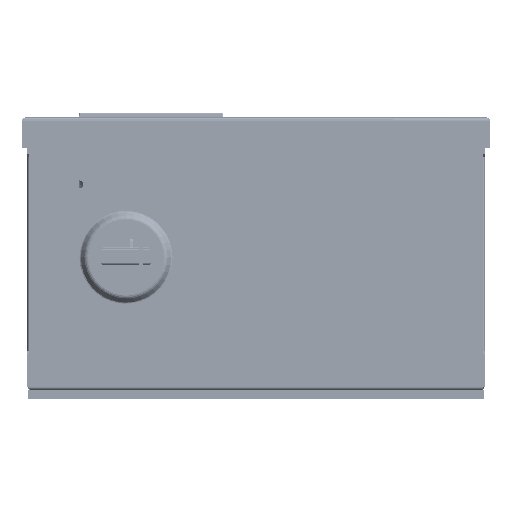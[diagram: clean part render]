
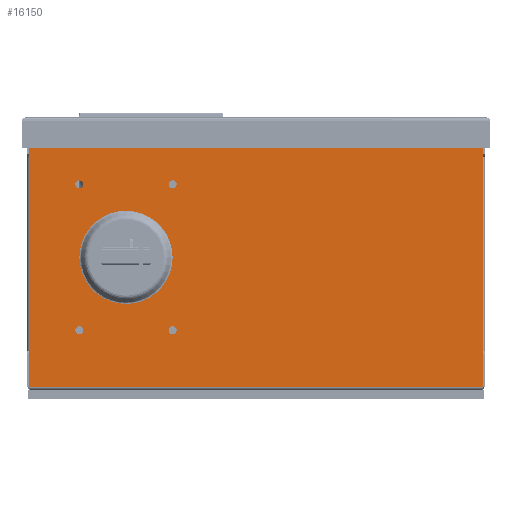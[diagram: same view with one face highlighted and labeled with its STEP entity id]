
A CAD part, front view. The second image highlights one B-rep face of the part: STEP entity #16150.
In plain terms, the highlighted planar face has unit normal (0, -1, 0).
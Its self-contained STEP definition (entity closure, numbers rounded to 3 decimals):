
#4213=DIRECTION('',(1.,0.,0.));
#4214=VECTOR('',#4213,253.4);
#4215=CARTESIAN_POINT('',(-126.7,-597.5,1.8));
#4216=LINE('',#4215,#4214);
#4217=CARTESIAN_POINT('',(126.7,-597.5,1.8));
#4235=DIRECTION('',(0.,0.,-1.));
#4236=VECTOR('',#4235,146.4);
#4237=CARTESIAN_POINT('',(126.7,-597.5,148.2));
#4238=LINE('',#4237,#4236);
#4239=CARTESIAN_POINT('',(-72.5,-597.5,74.));
#4240=DIRECTION('',(0.,-1.,0.));
#4241=DIRECTION('',(-1.,0.,0.));
#4242=AXIS2_PLACEMENT_3D('',#4239,#4240,#4241);
#4244=CARTESIAN_POINT('',(-72.5,-597.5,74.));
#4245=DIRECTION('',(0.,-1.,0.));
#4246=DIRECTION('',(1.,0.,0.));
#4247=AXIS2_PLACEMENT_3D('',#4244,#4245,#4246);
#4249=CARTESIAN_POINT('',(-46.5,-597.5,114.7));
#4250=DIRECTION('',(0.,-1.,0.));
#4251=DIRECTION('',(1.,0.,0.));
#4252=AXIS2_PLACEMENT_3D('',#4249,#4250,#4251);
#4254=CARTESIAN_POINT('',(-46.5,-597.5,114.7));
#4255=DIRECTION('',(0.,-1.,0.));
#4256=DIRECTION('',(-1.,0.,0.));
#4257=AXIS2_PLACEMENT_3D('',#4254,#4255,#4256);
#4259=CARTESIAN_POINT('',(-98.5,-597.5,114.7));
#4260=DIRECTION('',(0.,-1.,0.));
#4261=DIRECTION('',(1.,0.,0.));
#4262=AXIS2_PLACEMENT_3D('',#4259,#4260,#4261);
#4264=CARTESIAN_POINT('',(-98.5,-597.5,114.7));
#4265=DIRECTION('',(0.,-1.,0.));
#4266=DIRECTION('',(-1.,0.,0.));
#4267=AXIS2_PLACEMENT_3D('',#4264,#4265,#4266);
#4269=CARTESIAN_POINT('',(-98.5,-597.5,33.3));
#4270=DIRECTION('',(0.,-1.,0.));
#4271=DIRECTION('',(1.,0.,0.));
#4272=AXIS2_PLACEMENT_3D('',#4269,#4270,#4271);
#4274=CARTESIAN_POINT('',(-98.5,-597.5,33.3));
#4275=DIRECTION('',(0.,-1.,0.));
#4276=DIRECTION('',(-1.,0.,0.));
#4277=AXIS2_PLACEMENT_3D('',#4274,#4275,#4276);
#4279=CARTESIAN_POINT('',(-46.5,-597.5,33.3));
#4280=DIRECTION('',(0.,-1.,0.));
#4281=DIRECTION('',(1.,0.,0.));
#4282=AXIS2_PLACEMENT_3D('',#4279,#4280,#4281);
#4284=CARTESIAN_POINT('',(-46.5,-597.5,33.3));
#4285=DIRECTION('',(0.,-1.,0.));
#4286=DIRECTION('',(-1.,0.,0.));
#4287=AXIS2_PLACEMENT_3D('',#4284,#4285,#4286);
#4293=DIRECTION('',(-1.,0.,0.));
#4294=VECTOR('',#4293,253.4);
#4295=CARTESIAN_POINT('',(126.7,-597.5,148.2));
#4296=LINE('',#4295,#4294);
#4613=DIRECTION('',(0.,0.,-1.));
#4614=VECTOR('',#4613,146.4);
#4615=CARTESIAN_POINT('',(-126.7,-597.5,148.2));
#4616=LINE('',#4615,#4614);
#11286=VERTEX_POINT('',#4217);
#11289=CARTESIAN_POINT('',(-126.7,-597.5,1.8));
#11290=VERTEX_POINT('',#11289);
#11291=CARTESIAN_POINT('',(126.7,-597.5,148.2));
#11292=CARTESIAN_POINT('',(-126.7,-597.5,148.2));
#11293=VERTEX_POINT('',#11291);
#11294=VERTEX_POINT('',#11292);
#11295=CARTESIAN_POINT('',(-98.5,-597.5,74.));
#11296=CARTESIAN_POINT('',(-46.5,-597.5,74.));
#11297=VERTEX_POINT('',#11295);
#11298=VERTEX_POINT('',#11296);
#11299=CARTESIAN_POINT('',(-44.25,-597.5,114.7));
#11300=CARTESIAN_POINT('',(-48.75,-597.5,114.7));
#11301=VERTEX_POINT('',#11299);
#11302=VERTEX_POINT('',#11300);
#11303=CARTESIAN_POINT('',(-96.25,-597.5,114.7));
#11304=CARTESIAN_POINT('',(-100.75,-597.5,114.7));
#11305=VERTEX_POINT('',#11303);
#11306=VERTEX_POINT('',#11304);
#11307=CARTESIAN_POINT('',(-96.25,-597.5,33.3));
#11308=CARTESIAN_POINT('',(-100.75,-597.5,33.3));
#11309=VERTEX_POINT('',#11307);
#11310=VERTEX_POINT('',#11308);
#11311=CARTESIAN_POINT('',(-44.25,-597.5,33.3));
#11312=CARTESIAN_POINT('',(-48.75,-597.5,33.3));
#11313=VERTEX_POINT('',#11311);
#11314=VERTEX_POINT('',#11312);
#16106=CARTESIAN_POINT('',(127.5,-597.5,0.));
#16107=DIRECTION('',(0.,1.,0.));
#16108=DIRECTION('',(-1.,0.,0.));
#16109=AXIS2_PLACEMENT_3D('',#16106,#16107,#16108);
#16110=PLANE('',#16109);
#16112=ORIENTED_EDGE('',*,*,#16111,.F.);
#16114=ORIENTED_EDGE('',*,*,#16113,.T.);
#16115=ORIENTED_EDGE('',*,*,#16098,.F.);
#16117=ORIENTED_EDGE('',*,*,#16116,.F.);
#16118=EDGE_LOOP('',(#16112,#16114,#16115,#16117));
#16119=FACE_OUTER_BOUND('',#16118,.F.);
#16121=ORIENTED_EDGE('',*,*,#16120,.T.);
#16123=ORIENTED_EDGE('',*,*,#16122,.T.);
#16124=EDGE_LOOP('',(#16121,#16123));
#16125=FACE_BOUND('',#16124,.F.);
#16127=ORIENTED_EDGE('',*,*,#16126,.T.);
#16129=ORIENTED_EDGE('',*,*,#16128,.T.);
#16130=EDGE_LOOP('',(#16127,#16129));
#16131=FACE_BOUND('',#16130,.F.);
#16133=ORIENTED_EDGE('',*,*,#16132,.T.);
#16135=ORIENTED_EDGE('',*,*,#16134,.T.);
#16136=EDGE_LOOP('',(#16133,#16135));
#16137=FACE_BOUND('',#16136,.F.);
#16139=ORIENTED_EDGE('',*,*,#16138,.T.);
#16141=ORIENTED_EDGE('',*,*,#16140,.T.);
#16142=EDGE_LOOP('',(#16139,#16141));
#16143=FACE_BOUND('',#16142,.F.);
#16145=ORIENTED_EDGE('',*,*,#16144,.T.);
#16147=ORIENTED_EDGE('',*,*,#16146,.T.);
#16148=EDGE_LOOP('',(#16145,#16147));
#16149=FACE_BOUND('',#16148,.F.);
#16150=ADVANCED_FACE('',(#16119,#16125,#16131,#16137,#16143,#16149),#16110,.F.);
#4243=CIRCLE('',#4242,26.);
#4248=CIRCLE('',#4247,26.);
#4253=CIRCLE('',#4252,2.25);
#4258=CIRCLE('',#4257,2.25);
#4263=CIRCLE('',#4262,2.25);
#4268=CIRCLE('',#4267,2.25);
#4273=CIRCLE('',#4272,2.25);
#4278=CIRCLE('',#4277,2.25);
#4283=CIRCLE('',#4282,2.25);
#4288=CIRCLE('',#4287,2.25);
#16098=EDGE_CURVE('',#11290,#11286,#4216,.T.);
#16111=EDGE_CURVE('',#11293,#11294,#4296,.T.);
#16113=EDGE_CURVE('',#11293,#11286,#4238,.T.);
#16116=EDGE_CURVE('',#11294,#11290,#4616,.T.);
#16120=EDGE_CURVE('',#11297,#11298,#4243,.T.);
#16122=EDGE_CURVE('',#11298,#11297,#4248,.T.);
#16126=EDGE_CURVE('',#11301,#11302,#4253,.T.);
#16128=EDGE_CURVE('',#11302,#11301,#4258,.T.);
#16132=EDGE_CURVE('',#11305,#11306,#4263,.T.);
#16134=EDGE_CURVE('',#11306,#11305,#4268,.T.);
#16138=EDGE_CURVE('',#11309,#11310,#4273,.T.);
#16140=EDGE_CURVE('',#11310,#11309,#4278,.T.);
#16144=EDGE_CURVE('',#11313,#11314,#4283,.T.);
#16146=EDGE_CURVE('',#11314,#11313,#4288,.T.);
